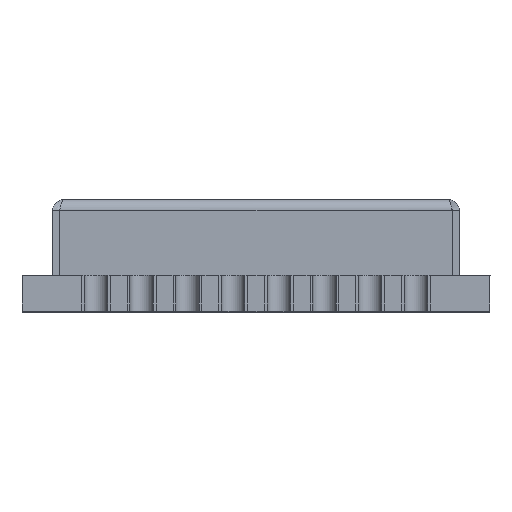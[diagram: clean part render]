
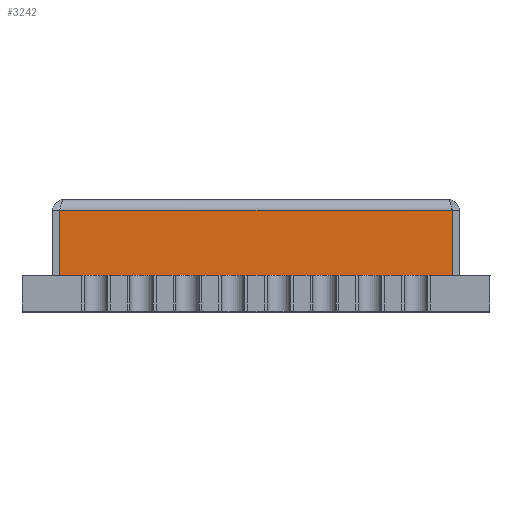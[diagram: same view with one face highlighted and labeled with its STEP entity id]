
A CAD part, top view. The second image highlights one B-rep face of the part: STEP entity #3242.
In plain terms, the highlighted planar face has unit normal (0, 0, 1).
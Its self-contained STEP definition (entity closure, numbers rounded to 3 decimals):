
#130 = LINE ( 'NONE', #10282, #596 ) ;
#475 = DIRECTION ( 'NONE',  ( 0., -1., 0. ) ) ;
#596 = VECTOR ( 'NONE', #20185, 1000. ) ;
#817 = CARTESIAN_POINT ( 'NONE',  ( -5.449, 2.8, 8.25 ) ) ;
#900 = AXIS2_PLACEMENT_3D ( 'NONE', #10194, #15239, #475 ) ;
#3191 = ORIENTED_EDGE ( 'NONE', *, *, #15596, .F. ) ;
#3242 = ADVANCED_FACE ( 'NONE', ( #18373 ), #3605, .T. ) ;
#3605 = PLANE ( 'NONE',  #900 ) ;
#5190 = VERTEX_POINT ( 'NONE', #817 ) ;
#6252 = DIRECTION ( 'NONE',  ( -1., 0., 0. ) ) ;
#6375 = EDGE_LOOP ( 'NONE', ( #3191, #19775, #6766, #12654 ) ) ;
#6766 = ORIENTED_EDGE ( 'NONE', *, *, #18584, .T. ) ;
#7399 = CARTESIAN_POINT ( 'NONE',  ( -5.449, 1., 8.25 ) ) ;
#9512 = LINE ( 'NONE', #14242, #20064 ) ;
#10194 = CARTESIAN_POINT ( 'NONE',  ( 0., 0., 8.25 ) ) ;
#10282 = CARTESIAN_POINT ( 'NONE',  ( -5.65, 1., 8.25 ) ) ;
#10620 = VERTEX_POINT ( 'NONE', #18818 ) ;
#10638 = VERTEX_POINT ( 'NONE', #20630 ) ;
#11267 = DIRECTION ( 'NONE',  ( 0., 1., 0. ) ) ;
#11827 = VECTOR ( 'NONE', #6252, 1000. ) ;
#12654 = ORIENTED_EDGE ( 'NONE', *, *, #14096, .T. ) ;
#13088 = CARTESIAN_POINT ( 'NONE',  ( -5.449, 2.9, 8.25 ) ) ;
#14096 = EDGE_CURVE ( 'NONE', #10638, #5190, #17575, .T. ) ;
#14242 = CARTESIAN_POINT ( 'NONE',  ( 5.449, 0., 8.25 ) ) ;
#15239 = DIRECTION ( 'NONE',  ( 0., 0., 1. ) ) ;
#15514 = VERTEX_POINT ( 'NONE', #7399 ) ;
#15596 = EDGE_CURVE ( 'NONE', #15514, #5190, #20859, .T. ) ;
#17058 = EDGE_CURVE ( 'NONE', #10620, #15514, #130, .T. ) ;
#17575 = LINE ( 'NONE', #17794, #11827 ) ;
#17794 = CARTESIAN_POINT ( 'NONE',  ( 0., 2.8, 8.25 ) ) ;
#18373 = FACE_OUTER_BOUND ( 'NONE', #6375, .T. ) ;
#18432 = VECTOR ( 'NONE', #11267, 1000. ) ;
#18584 = EDGE_CURVE ( 'NONE', #10620, #10638, #9512, .T. ) ;
#18818 = CARTESIAN_POINT ( 'NONE',  ( 5.449, 1., 8.25 ) ) ;
#19205 = DIRECTION ( 'NONE',  ( 0., 1., 0. ) ) ;
#19775 = ORIENTED_EDGE ( 'NONE', *, *, #17058, .F. ) ;
#20064 = VECTOR ( 'NONE', #19205, 1000. ) ;
#20185 = DIRECTION ( 'NONE',  ( -1., 0., 0. ) ) ;
#20630 = CARTESIAN_POINT ( 'NONE',  ( 5.449, 2.8, 8.25 ) ) ;
#20859 = LINE ( 'NONE', #13088, #18432 ) ;
